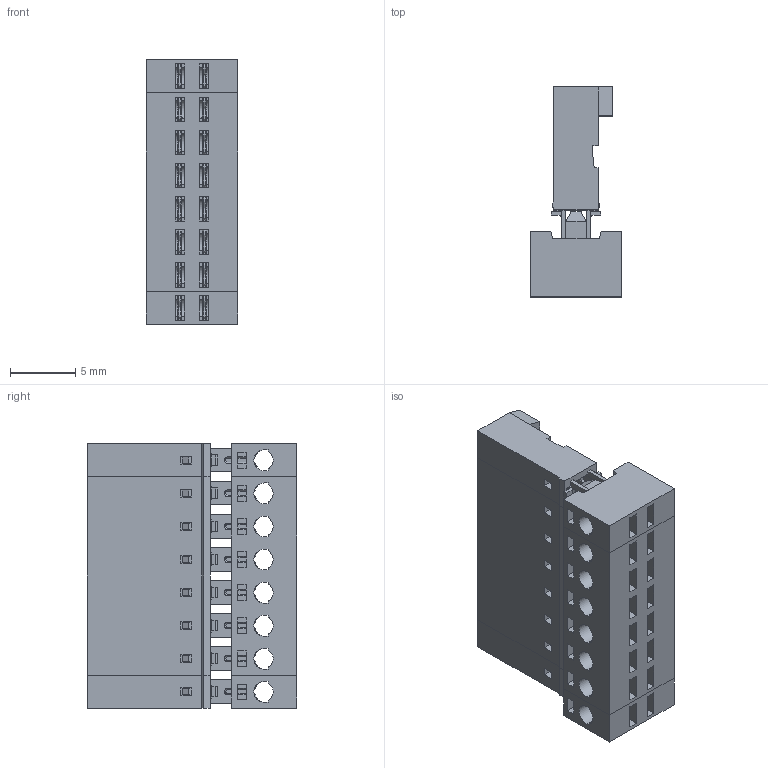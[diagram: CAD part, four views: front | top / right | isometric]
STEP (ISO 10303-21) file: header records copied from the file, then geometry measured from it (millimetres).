
FILE_DESCRIPTION(/* description */ ('Unknown'),/* implementation_level */ '2;1');
FILE_NAME(/* name */ '661008152222',/* time_stamp */ '2018-06-14T10:22:09+02:00',/* author */ ('Unknown'),/* organization */ ('Unknown'),/* preprocessor_version */ 'ST-DEVELOPER v16.7',/* originating_system */ 'DEX',/* authorisation */ $);
FILE_SCHEMA (('AUTOMOTIVE_DESIGN {1 0 10303 214 3 1 1}'));
Length unit declared in the file: millimetre
Products named in the file (4): 6610xx152222; 661008152222; 47827101_03_20_440_DX; 47827091_03_20_440_SX
Assembly tree (3 placements, depth 2):
  6610xx152222
    661008152222
    47827101_03_20_440_DX
    47827091_03_20_440_SX
Bounding box: 7 x 16.1 x 20.32 mm (x, y, z)
Volume: 997.6 mm3; surface area: 3057.7 mm2
Topology: 3 solids, 3 shells, 1842 faces, 5564 edges, 3591 vertices
Faces by surface type: plane 1682, cylinder 128, cone 32
Entity records: 61673 total; most frequent: ORIENTED_EDGE 11128, CARTESIAN_POINT 11001, DIRECTION 9688, EDGE_CURVE 5564, LINE 5132, VECTOR 5132, VERTEX_POINT 3591, AXIS2_PLACEMENT_3D 2278
